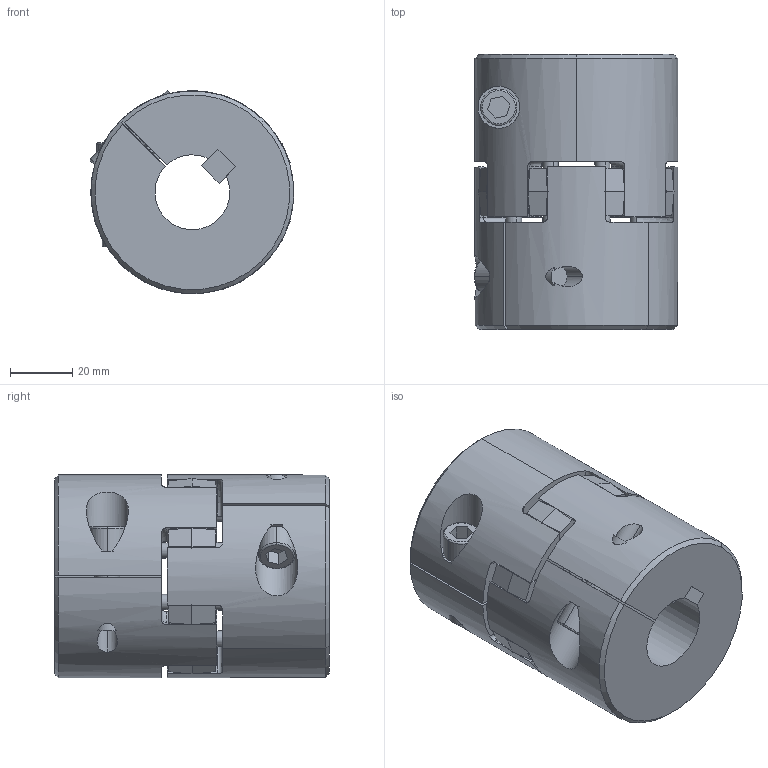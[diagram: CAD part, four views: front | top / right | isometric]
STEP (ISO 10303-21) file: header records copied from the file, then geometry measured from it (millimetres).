
FILE_DESCRIPTION (( 'STEP AP203' ), '1' );
FILE_NAME ('8375.STEP', '2015-12-10T12:27:31', ( '' ), ( '' ), 'SwSTEP 2.0', 'SolidWorks 2015', '' );
FILE_SCHEMA (( 'CONFIG_CONTROL_DESIGN' ));
Length unit declared in the file: inch
Products named in the file (5): 34410; 31519; 30067; 8375; 31533
Assembly tree (4 placements, depth 2):
  8375
    31533
    34410
    31519
    30067
Bounding box: 65.25 x 88.14 x 65.21 mm (x, y, z)
Volume: 215842.2 mm3; surface area: 53645.4 mm2
Topology: 4 solids, 4 shells, 256 faces, 622 edges, 400 vertices
Faces by surface type: plane 92, cylinder 86, cone 54, torus 24
Entity records: 8781 total; most frequent: CARTESIAN_POINT 2173, DIRECTION 1330, ORIENTED_EDGE 1244, EDGE_CURVE 622, AXIS2_PLACEMENT_3D 553, VERTEX_POINT 400, CIRCLE 290, EDGE_LOOP 288
